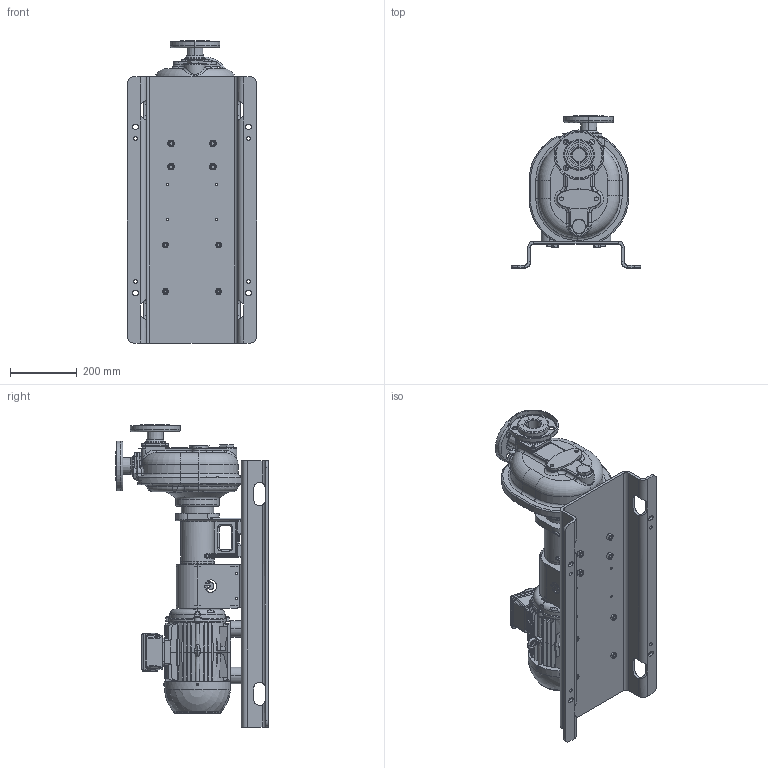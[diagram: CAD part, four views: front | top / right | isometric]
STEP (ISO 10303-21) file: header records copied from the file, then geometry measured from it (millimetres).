
FILE_DESCRIPTION((''),'2;1');
FILE_NAME('S_46_K_S_FIT','2017-11-27T16:18:12',('Nicola'),(''),'CREO PARAMETRIC BY PTC INC, 2017110','CREO PARAMETRIC BY PTC INC, 2017110','');
FILE_SCHEMA(('CONFIG_CONTROL_DESIGN'));
Products named in the file (1): S_46_K_S_FIT
Bounding box: 390 x 457 x 908 mm (x, y, z)
Volume: 23192461.1 mm3; surface area: 2085618.3 mm2
Topology: 2 solids, 4 shells, 3305 faces, 8603 edges, 5451 vertices
Faces by surface type: plane 1902, cylinder 672, cone 358, torus 216, bspline 128, sphere 25, extrusion 4
Entity records: 138074 total; most frequent: CARTESIAN_POINT 58283, ORIENTED_EDGE 17202, DIRECTION 15682, EDGE_CURVE 8601, VERTEX_POINT 5451, AXIS2_PLACEMENT_3D 5430, VECTOR 4822, LINE 4818
